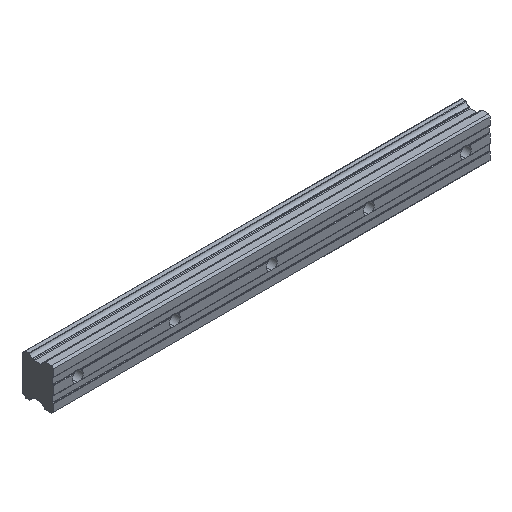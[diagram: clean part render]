
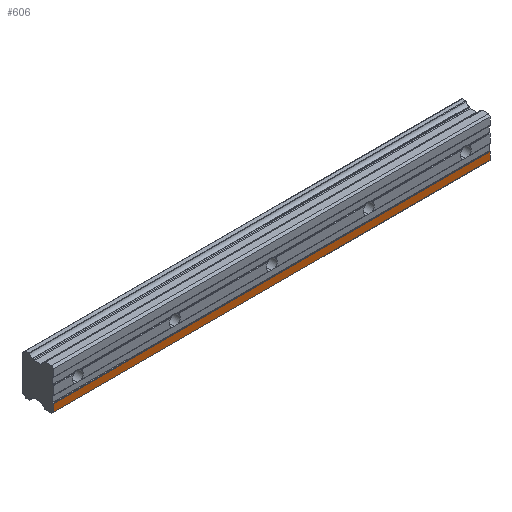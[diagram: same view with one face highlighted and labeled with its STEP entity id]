
A CAD part, isometric view. The second image highlights one B-rep face of the part: STEP entity #606.
In plain terms, the highlighted planar face has unit normal (0, -1, 0).
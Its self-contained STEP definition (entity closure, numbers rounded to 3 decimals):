
#107 = LINE ( 'NONE', #671, #1612 ) ;
#160 = CARTESIAN_POINT ( 'NONE',  ( 340., 0., 16.739 ) ) ;
#203 = DIRECTION ( 'NONE',  ( 1., 0., 0. ) ) ;
#306 = ORIENTED_EDGE ( 'NONE', *, *, #473, .F. ) ;
#307 = EDGE_CURVE ( 'NONE', #1161, #1246, #905, .T. ) ;
#312 = AXIS2_PLACEMENT_3D ( 'NONE', #2108, #732, #499 ) ;
#347 = DIRECTION ( 'NONE',  ( 1., 0., 0. ) ) ;
#411 = CARTESIAN_POINT ( 'NONE',  ( -20., 0., -15.5 ) ) ;
#473 = EDGE_CURVE ( 'NONE', #2883, #562, #2577, .T. ) ;
#499 = DIRECTION ( 'NONE',  ( 0., 0., 1. ) ) ;
#562 = VERTEX_POINT ( 'NONE', #2356 ) ;
#606 = ADVANCED_FACE ( 'NONE', ( #3128 ), #3425, .F. ) ;
#614 = CARTESIAN_POINT ( 'NONE',  ( -20., 0., -9.5 ) ) ;
#671 = CARTESIAN_POINT ( 'NONE',  ( 340., 0., -9.5 ) ) ;
#722 = DIRECTION ( 'NONE',  ( 0., 0., -1. ) ) ;
#732 = DIRECTION ( 'NONE',  ( 0., 1., 0. ) ) ;
#756 = LINE ( 'NONE', #1295, #1051 ) ;
#905 = LINE ( 'NONE', #1405, #1397 ) ;
#1051 = VECTOR ( 'NONE', #203, 1000. ) ;
#1154 = DIRECTION ( 'NONE',  ( 0., 0., -1. ) ) ;
#1161 = VERTEX_POINT ( 'NONE', #614 ) ;
#1246 = VERTEX_POINT ( 'NONE', #411 ) ;
#1295 = CARTESIAN_POINT ( 'NONE',  ( 340., 0., -15.5 ) ) ;
#1393 = ORIENTED_EDGE ( 'NONE', *, *, #1997, .T. ) ;
#1397 = VECTOR ( 'NONE', #1154, 1000. ) ;
#1405 = CARTESIAN_POINT ( 'NONE',  ( -20., 0., 16.739 ) ) ;
#1612 = VECTOR ( 'NONE', #347, 1000. ) ;
#1676 = VECTOR ( 'NONE', #722, 1000. ) ;
#1903 = EDGE_LOOP ( 'NONE', ( #1393, #306, #3424, #1911 ) ) ;
#1911 = ORIENTED_EDGE ( 'NONE', *, *, #307, .T. ) ;
#1922 = CARTESIAN_POINT ( 'NONE',  ( 340., 0., -9.5 ) ) ;
#1997 = EDGE_CURVE ( 'NONE', #1246, #562, #756, .T. ) ;
#2108 = CARTESIAN_POINT ( 'NONE',  ( 340., 0., -9.5 ) ) ;
#2287 = EDGE_CURVE ( 'NONE', #1161, #2883, #107, .T. ) ;
#2356 = CARTESIAN_POINT ( 'NONE',  ( 340., 0., -15.5 ) ) ;
#2577 = LINE ( 'NONE', #160, #1676 ) ;
#2883 = VERTEX_POINT ( 'NONE', #1922 ) ;
#3128 = FACE_OUTER_BOUND ( 'NONE', #1903, .T. ) ;
#3424 = ORIENTED_EDGE ( 'NONE', *, *, #2287, .F. ) ;
#3425 = PLANE ( 'NONE',  #312 ) ;
